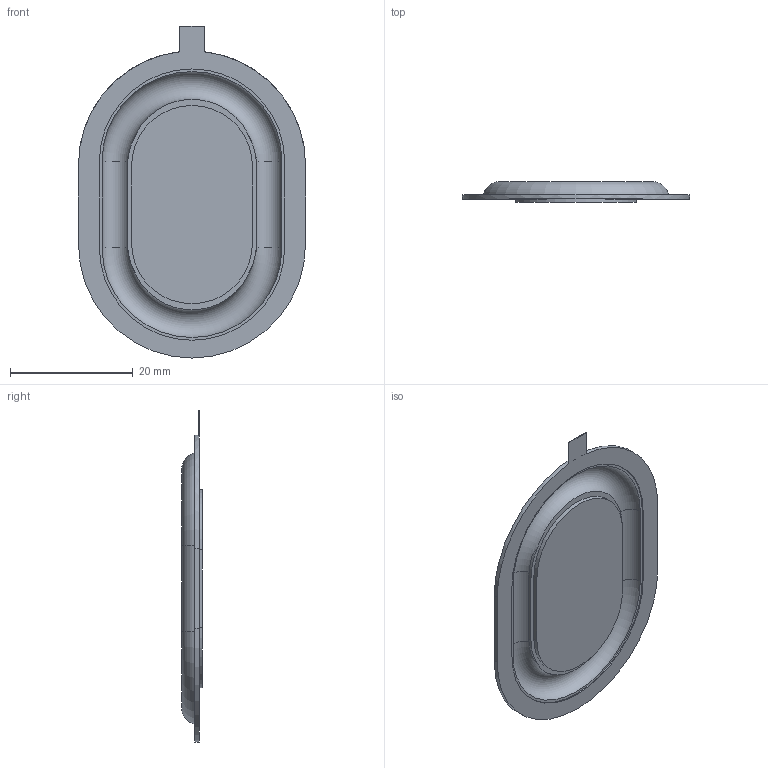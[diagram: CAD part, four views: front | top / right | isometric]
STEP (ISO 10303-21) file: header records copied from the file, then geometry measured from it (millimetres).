
FILE_DESCRIPTION(/* description */ (''),/* implementation_level */ '2;1');
FILE_NAME(/* name */ 'APR050AO-R.stp',/* time_stamp */ '2019-08-12T16:02:46-04:00',/* author */ ('VanDenBroek'),/* organization */ (''),/* preprocessor_version */ 'ST-DEVELOPER v16.1',/* originating_system */ 'Autodesk Inventor 2016',/* authorisation */ '');
FILE_SCHEMA (('AUTOMOTIVE_DESIGN { 1 0 10303 214 3 1 1 }'));
Length unit declared in the file: millimetre
Products named in the file (1): APR050AO-R
Bounding box: 37 x 3.35 x 54.1 mm (x, y, z)
Volume: 1174 mm3; surface area: 5032.4 mm2
Topology: 3 solids, 3 shells, 53 faces, 132 edges, 88 vertices
Faces by surface type: plane 29, cylinder 20, torus 4
Entity records: 1671 total; most frequent: CARTESIAN_POINT 302, DIRECTION 290, ORIENTED_EDGE 264, EDGE_CURVE 132, AXIS2_PLACEMENT_3D 108, VERTEX_POINT 88, LINE 74, VECTOR 74
